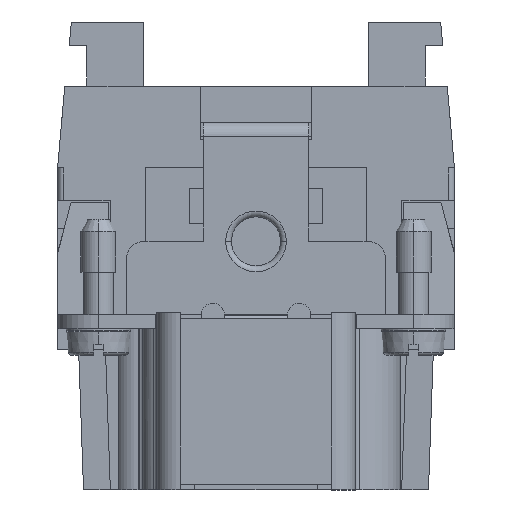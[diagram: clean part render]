
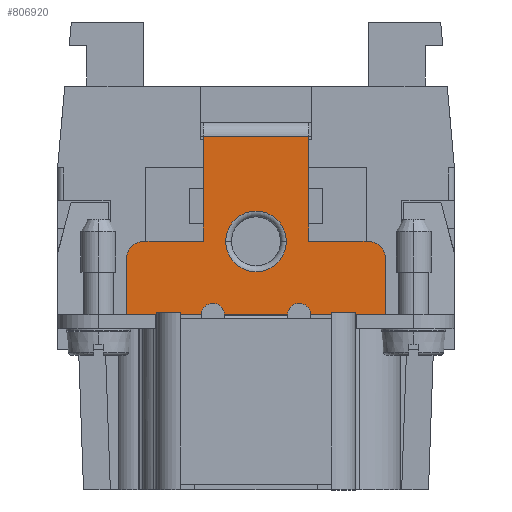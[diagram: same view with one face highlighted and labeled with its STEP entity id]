
A CAD part, left-side view. The second image highlights one B-rep face of the part: STEP entity #806920.
In plain terms, the highlighted face is planar.
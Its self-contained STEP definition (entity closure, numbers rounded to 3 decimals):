
#55110=CARTESIAN_POINT('',(120.246,32.376,-4.5
));
#55120=DIRECTION('',(1.,0.,0.));
#55130=DIRECTION('',(0.,1.,0.));
#55140=AXIS2_PLACEMENT_3D('',#55110,#55120,#55130);
#55150=CIRCLE('',#55140,1.);
#55160=CARTESIAN_POINT('',(120.246,33.376,-4.5
));
#55170=VERTEX_POINT('',#55160);
#55180=CARTESIAN_POINT('',(120.246,31.377,-4.446
));
#55190=VERTEX_POINT('',#55180);
#55200=EDGE_CURVE('',#55170,#55190,#55150,.T.);
#805400=CARTESIAN_POINT('',(120.246,29.224,
-2.634));
#805410=DIRECTION('',(1.,0.,0.));
#805420=DIRECTION('',(0.,1.,0.));
#805430=AXIS2_PLACEMENT_3D('',#805400,#805410,#805420);
#805440=PLANE('',#805430);
#805450=CARTESIAN_POINT('',(120.246,28.676,1.8
));
#805460=DIRECTION('',(1.,0.,0.));
#805470=DIRECTION('',(0.,1.,0.));
#805480=AXIS2_PLACEMENT_3D('',#805450,#805460,#805470);
#805490=CIRCLE('',#805480,2.6);
#805500=CARTESIAN_POINT('',(120.246,31.276,1.8
));
#805510=VERTEX_POINT('',#805500);
#805520=CARTESIAN_POINT('',(120.246,26.076,1.8
));
#805530=VERTEX_POINT('',#805520);
#805540=EDGE_CURVE('',#805510,#805530,#805490,.T.);
#805550=ORIENTED_EDGE('',*,*,#805540,.F.);
#805560=EDGE_CURVE('',#805530,#805510,#805490,.T.);
#805570=ORIENTED_EDGE('',*,*,#805560,.F.);
#805580=EDGE_LOOP('',(#805570,#805550));
#805590=FACE_BOUND('',#805580,.T.);
#805600=CARTESIAN_POINT('',(120.246,19.076,
0.3));
#805610=DIRECTION('',(-1.,0.,0.));
#805620=DIRECTION('',(0.,-1.,0.));
#805630=AXIS2_PLACEMENT_3D('',#805600,#805610,#805620);
#805640=CIRCLE('',#805630,1.5);
#805650=CARTESIAN_POINT('',(120.246,17.576,
0.3));
#805660=VERTEX_POINT('',#805650);
#805670=CARTESIAN_POINT('',(120.246,19.076,1.8
));
#805680=VERTEX_POINT('',#805670);
#805690=EDGE_CURVE('',#805660,#805680,#805640,.T.);
#805700=ORIENTED_EDGE('',*,*,#805690,.F.);
#805710=CARTESIAN_POINT('',(120.246,-15.324,
1.8));
#805720=DIRECTION('',(0.,1.,0.));
#805730=VECTOR('',#805720,1.);
#805740=LINE('',#805710,#805730);
#805750=CARTESIAN_POINT('',(120.246,24.176,1.8
));
#805760=VERTEX_POINT('',#805750);
#805770=EDGE_CURVE('',#805680,#805760,#805740,.T.);
#805780=ORIENTED_EDGE('',*,*,#805770,.F.);
#805790=CARTESIAN_POINT('',(120.246,24.176,
-21.2));
#805800=DIRECTION('',(0.,0.,1.));
#805810=VECTOR('',#805800,1.);
#805820=LINE('',#805790,#805810);
#805830=CARTESIAN_POINT('',(120.246,24.176,3.3
));
#805840=VERTEX_POINT('',#805830);
#805850=EDGE_CURVE('',#805760,#805840,#805820,.T.);
#805860=ORIENTED_EDGE('',*,*,#805850,.F.);
#805870=CARTESIAN_POINT('',(120.246,24.176,
-21.2));
#805880=DIRECTION('',(0.,0.,1.));
#805890=VECTOR('',#805880,1.);
#805900=LINE('',#805870,#805890);
#805910=CARTESIAN_POINT('',(120.246,24.176,6.3
));
#805920=VERTEX_POINT('',#805910);
#805930=EDGE_CURVE('',#805840,#805920,#805900,.T.);
#805940=ORIENTED_EDGE('',*,*,#805930,.F.);
#805950=CARTESIAN_POINT('',(120.246,24.176,10.8
));
#805960=VERTEX_POINT('',#805950);
#805970=EDGE_CURVE('',#805920,#805960,#805820,.T.);
#805980=ORIENTED_EDGE('',*,*,#805970,.F.);
#805990=CARTESIAN_POINT('',(120.246,-15.324,
10.8));
#806000=DIRECTION('',(0.,1.,0.));
#806010=VECTOR('',#806000,1.);
#806020=LINE('',#805990,#806010);
#806030=CARTESIAN_POINT('',(120.246,33.176,10.8
));
#806040=VERTEX_POINT('',#806030);
#806050=EDGE_CURVE('',#805960,#806040,#806020,.T.);
#806060=ORIENTED_EDGE('',*,*,#806050,.F.);
#806070=CARTESIAN_POINT('',(120.246,33.176,
-21.2));
#806080=DIRECTION('',(0.,0.,-1.));
#806090=VECTOR('',#806080,1.);
#806100=LINE('',#806070,#806090);
#806110=CARTESIAN_POINT('',(120.246,33.176,6.3
));
#806120=VERTEX_POINT('',#806110);
#806130=EDGE_CURVE('',#806040,#806120,#806100,.T.);
#806140=ORIENTED_EDGE('',*,*,#806130,.F.);
#806150=CARTESIAN_POINT('',(120.246,33.176,
-21.2));
#806160=DIRECTION('',(0.,0.,1.));
#806170=VECTOR('',#806160,1.);
#806180=LINE('',#806150,#806170);
#806190=CARTESIAN_POINT('',(120.246,33.176,3.3
));
#806200=VERTEX_POINT('',#806190);
#806210=EDGE_CURVE('',#806200,#806120,#806180,.T.);
#806220=ORIENTED_EDGE('',*,*,#806210,.T.);
#806230=CARTESIAN_POINT('',(120.246,33.176,1.8
));
#806240=VERTEX_POINT('',#806230);
#806250=EDGE_CURVE('',#806200,#806240,#806100,.T.);
#806260=ORIENTED_EDGE('',*,*,#806250,.F.);
#806270=CARTESIAN_POINT('',(120.246,-15.324,
1.8));
#806280=DIRECTION('',(0.,1.,0.));
#806290=VECTOR('',#806280,1.);
#806300=LINE('',#806270,#806290);
#806310=CARTESIAN_POINT('',(120.246,38.276,1.8
));
#806320=VERTEX_POINT('',#806310);
#806330=EDGE_CURVE('',#806240,#806320,#806300,.T.);
#806340=ORIENTED_EDGE('',*,*,#806330,.F.);
#806350=CARTESIAN_POINT('',(120.246,38.276,
0.3));
#806360=DIRECTION('',(-1.,0.,0.));
#806370=DIRECTION('',(0.,-1.,0.));
#806380=AXIS2_PLACEMENT_3D('',#806350,#806360,#806370);
#806390=CIRCLE('',#806380,1.5);
#806400=CARTESIAN_POINT('',(120.246,39.776,
0.3));
#806410=VERTEX_POINT('',#806400);
#806420=EDGE_CURVE('',#806320,#806410,#806390,.T.);
#806430=ORIENTED_EDGE('',*,*,#806420,.F.);
#806440=CARTESIAN_POINT('',(120.246,39.776,
-21.2));
#806450=DIRECTION('',(0.,0.,-1.));
#806460=VECTOR('',#806450,1.);
#806470=LINE('',#806440,#806460);
#806480=CARTESIAN_POINT('',(120.246,39.776,
-4.5));
#806490=VERTEX_POINT('',#806480);
#806500=EDGE_CURVE('',#806410,#806490,#806470,.T.);
#806510=ORIENTED_EDGE('',*,*,#806500,.F.);
#806520=CARTESIAN_POINT('',(120.246,-15.324,
-4.5));
#806530=DIRECTION('',(0.,-1.,0.));
#806540=VECTOR('',#806530,1.);
#806550=LINE('',#806520,#806540);
#806560=EDGE_CURVE('',#806490,#55170,#806550,.T.);
#806570=ORIENTED_EDGE('',*,*,#806560,.F.);
#806580=ORIENTED_EDGE('',*,*,#55200,.F.);
#806590=CARTESIAN_POINT('',(120.246,-15.324,
-4.446));
#806600=DIRECTION('',(0.,1.,0.));
#806610=VECTOR('',#806600,1.);
#806620=LINE('',#806590,#806610);
#806630=CARTESIAN_POINT('',(120.246,25.974,
-4.446));
#806640=VERTEX_POINT('',#806630);
#806650=EDGE_CURVE('',#806640,#55190,#806620,.T.);
#806660=ORIENTED_EDGE('',*,*,#806650,.T.);
#806670=CARTESIAN_POINT('',(120.246,24.976,
-4.5));
#806680=DIRECTION('',(1.,0.,0.));
#806690=DIRECTION('',(0.,1.,0.));
#806700=AXIS2_PLACEMENT_3D('',#806670,#806680,#806690);
#806710=CIRCLE('',#806700,1.);
#806720=CARTESIAN_POINT('',(120.246,23.976,
-4.5));
#806730=VERTEX_POINT('',#806720);
#806740=EDGE_CURVE('',#806640,#806730,#806710,.T.);
#806750=ORIENTED_EDGE('',*,*,#806740,.F.);
#806760=CARTESIAN_POINT('',(120.246,-15.324,
-4.5));
#806770=DIRECTION('',(0.,-1.,0.));
#806780=VECTOR('',#806770,1.);
#806790=LINE('',#806760,#806780);
#806800=CARTESIAN_POINT('',(120.246,17.576,
-4.5));
#806810=VERTEX_POINT('',#806800);
#806820=EDGE_CURVE('',#806730,#806810,#806790,.T.);
#806830=ORIENTED_EDGE('',*,*,#806820,.F.);
#806840=CARTESIAN_POINT('',(120.246,17.576,
-21.2));
#806850=DIRECTION('',(0.,0.,1.));
#806860=VECTOR('',#806850,1.);
#806870=LINE('',#806840,#806860);
#806880=EDGE_CURVE('',#806810,#805660,#806870,.T.);
#806890=ORIENTED_EDGE('',*,*,#806880,.F.);
#806900=EDGE_LOOP('',(#806890,#806830,#806750,#806660,#806580,#806570,
#806510,#806430,#806340,#806260,#806220,#806140,#806060,#805980,#805940,
#805860,#805780,#805700));
#806910=FACE_OUTER_BOUND('',#806900,.T.);
#806920=ADVANCED_FACE('F567',(#805590,#806910),#805440,.T.);
